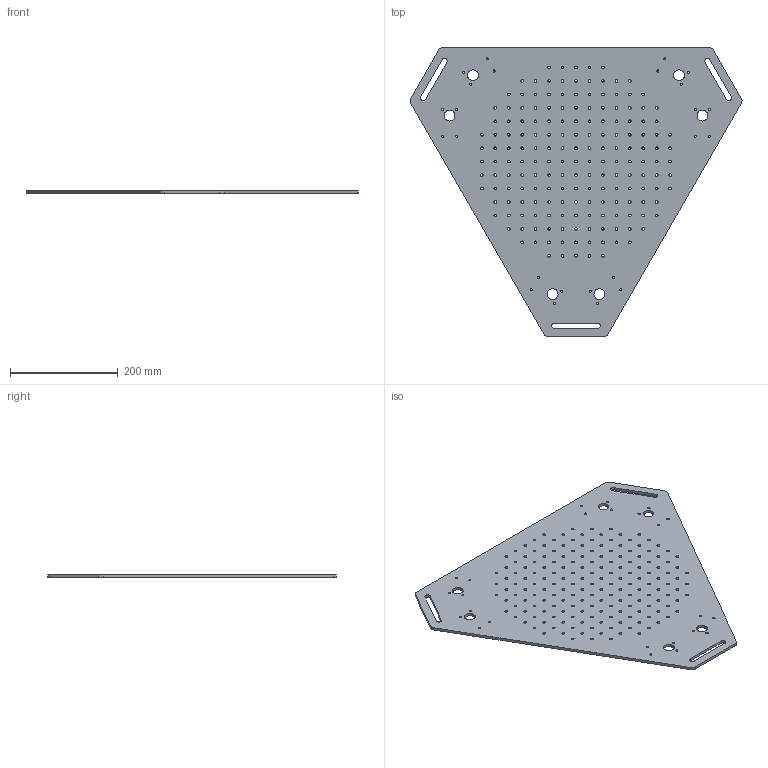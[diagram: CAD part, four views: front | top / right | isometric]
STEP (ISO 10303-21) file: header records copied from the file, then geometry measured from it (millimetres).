
FILE_DESCRIPTION(('CATIA V5 STEP Exchange'),'2;1');
FILE_NAME('Upper_Plate_1_1.stp','2014-03-04T13:47:09+00:00',('none'),('none'),'Version 5-6 Release 2012','CATIA V5 STEP AP203','none');
FILE_SCHEMA(('CONFIG_CONTROL_DESIGN'));
Length unit declared in the file: millimetre
Products named in the file (1): Upper_Plate
Bounding box: 617.13 x 537.13 x 5 mm (x, y, z)
Volume: 1042131.6 mm3; surface area: 446288.6 mm2
Topology: 1 solids, 1 shells, 440 faces, 1343 edges, 924 vertices
Faces by surface type: cylinder 426, plane 14
Entity records: 14636 total; most frequent: ORIENTED_EDGE 2686, CARTESIAN_POINT 2508, DIRECTION 1823, EDGE_CURVE 1343, AXIS2_PLACEMENT_3D 1122, VERTEX_POINT 905, CIRCLE 881, EDGE_LOOP 860
